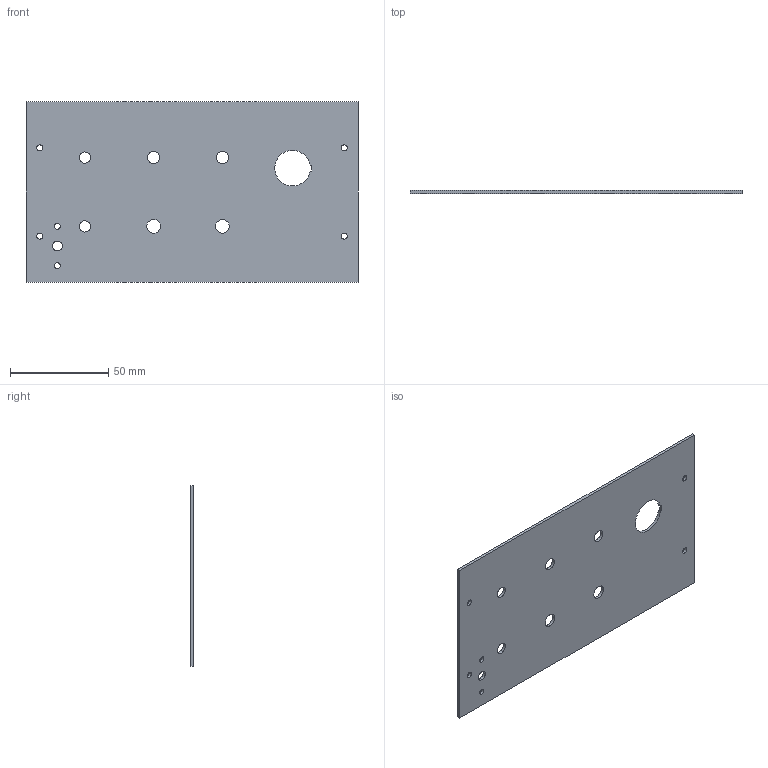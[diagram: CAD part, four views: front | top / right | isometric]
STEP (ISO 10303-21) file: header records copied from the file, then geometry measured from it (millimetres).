
FILE_DESCRIPTION(/* description */ (''),/* implementation_level */ '2;1');
FILE_NAME(/* name */ 'Front face.step',/* time_stamp */ '2022-08-30T14:35:01+02:00',/* author */ (''),/* organization */ (''),/* preprocessor_version */ 'ST-DEVELOPER v19',/* originating_system */ 'Autodesk Translation Framework v11.7.0.108',/* authorisation */ '');
FILE_SCHEMA (('AUTOMOTIVE_DESIGN { 1 0 10303 214 3 1 1 }'));
Length unit declared in the file: millimetre
Products named in the file (1): Front face
Bounding box: 169 x 1.5 x 92 mm (x, y, z)
Volume: 22554.1 mm3; surface area: 31230.5 mm2
Topology: 1 solids, 1 shells, 23 faces, 63 edges, 42 vertices
Faces by surface type: cylinder 14, plane 9
Full cylindrical faces by diameter (mm): 3 x6, 5 x1, 5.8 x2, 6.2 x2, 7 x2
Entity records: 834 total; most frequent: DIRECTION 139, CARTESIAN_POINT 129, ORIENTED_EDGE 126, EDGE_CURVE 63, AXIS2_PLACEMENT_3D 52, EDGE_LOOP 51, VERTEX_POINT 42, LINE 35
